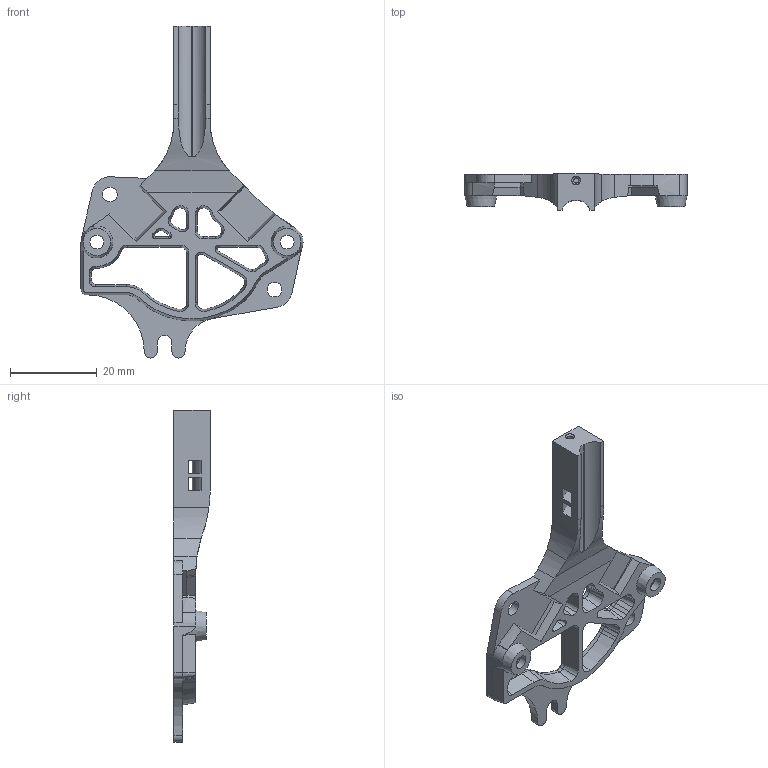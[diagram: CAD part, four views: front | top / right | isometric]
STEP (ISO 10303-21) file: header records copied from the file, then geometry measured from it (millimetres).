
FILE_DESCRIPTION(('HOOPS Exchange Step'),'2;1');
FILE_NAME('temp_export','2024-09-20T10:35:22+02:00',('GTSA - Infinity'),('Shapr3D Limited'),'HOOPS Exchange 2024.2','Shapr3D','Authorized');
FILE_SCHEMA( ('AP242_MANAGED_MODEL_BASED_3D_ENGINEERING_MIM_LF {1 0 10303 442 1 1 4 }') );
Length unit declared in the file: millimetre
Products named in the file (11): EBB36 Mount - VZ-Hextrudort-Low; EBB36 Mount - VZ-Hextrudort-Low [strain relief]; EBB36 Mount - Orbiter2.0; EBB36 Mount - Orbiter2.0 [strain relief]; EBB36 Mount - Sherpa-Mini [strain relief]; EBB36 Mount - Sherpa-Mini; Xol-Carriage_EBB_Mounts.step; Orbiter V2.0; Part 33; Xol Extruder Mount - Orbiter V2.step; root
Assembly tree (10 placements, depth 3):
  root
    Xol-Carriage_EBB_Mounts.step
      EBB36 Mount - VZ-Hextrudort-Low
      EBB36 Mount - VZ-Hextrudort-Low [strain relief]
      EBB36 Mount - Orbiter2.0
      EBB36 Mount - Orbiter2.0 [strain relief]
      EBB36 Mount - Sherpa-Mini [strain relief]
      EBB36 Mount - Sherpa-Mini
    Xol Extruder Mount - Orbiter V2.step
      Orbiter V2.0
      Part 33
Bounding box: 51.18 x 8.36 x 76.52 mm (x, y, z)
Volume: 6086.7 mm3; surface area: 5726.4 mm2
Topology: 1 solids, 1 shells, 258 faces, 682 edges, 427 vertices
Faces by surface type: cylinder 101, plane 91, cone 63, bspline 2, torus 1
Full cylindrical faces by diameter (mm): 1.2 x1, 3.2 x2, 3.4 x2, 4.7 x2
Entity records: 8979 total; most frequent: CARTESIAN_POINT 2216, DIRECTION 1436, ORIENTED_EDGE 1364, EDGE_CURVE 682, AXIS2_PLACEMENT_3D 538, VERTEX_POINT 427, VECTOR 360, LINE 360
